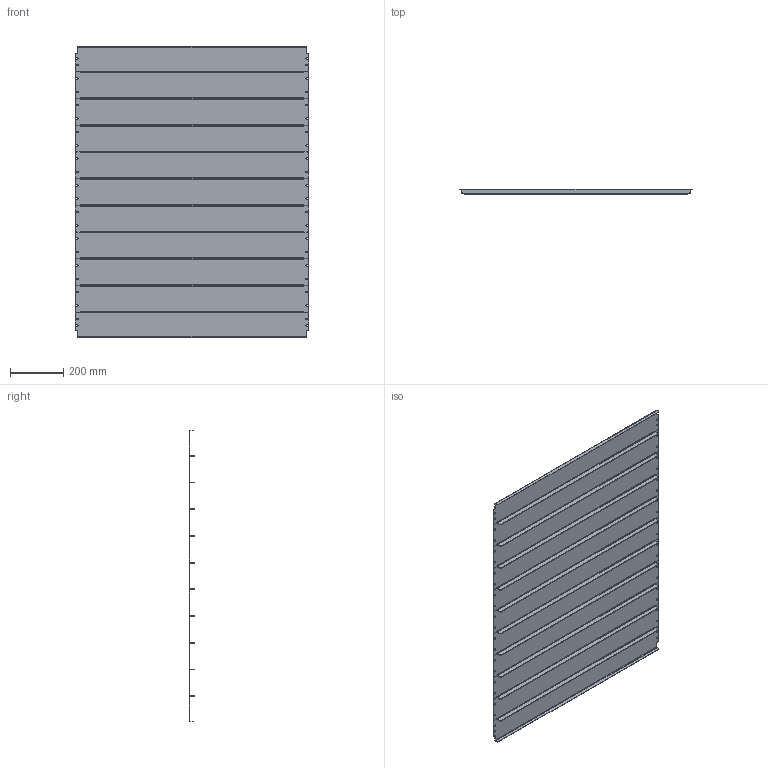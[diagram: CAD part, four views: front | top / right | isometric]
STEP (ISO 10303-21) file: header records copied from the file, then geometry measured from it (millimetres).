
FILE_DESCRIPTION (( 'STEP AP214' ), '1' );
FILE_NAME ('631.120.STEP', '2024-10-30T05:44:15', ( '' ), ( '' ), 'SwSTEP 2.0', 'SolidWorks 2021', '' );
FILE_SCHEMA (( 'AUTOMOTIVE_DESIGN' ));
Length unit declared in the file: millimetre
Products named in the file (3): 631.101; 631.095; 631.120
Assembly tree (11 placements, depth 2):
  631.120
    631.095  x2
    631.101  x9
Bounding box: 876.5 x 20 x 1090 mm (x, y, z)
Volume: 1899500.9 mm3; surface area: 2567597.6 mm2
Topology: 11 solids, 11 shells, 594 faces, 1580 edges, 1008 vertices
Faces by surface type: plane 370, cylinder 224
Entity records: 3546 total; most frequent: DIRECTION 620, CARTESIAN_POINT 590, ORIENTED_EDGE 572, EDGE_CURVE 286, AXIS2_PLACEMENT_3D 212, VECTOR 196, LINE 196, VERTEX_POINT 182
